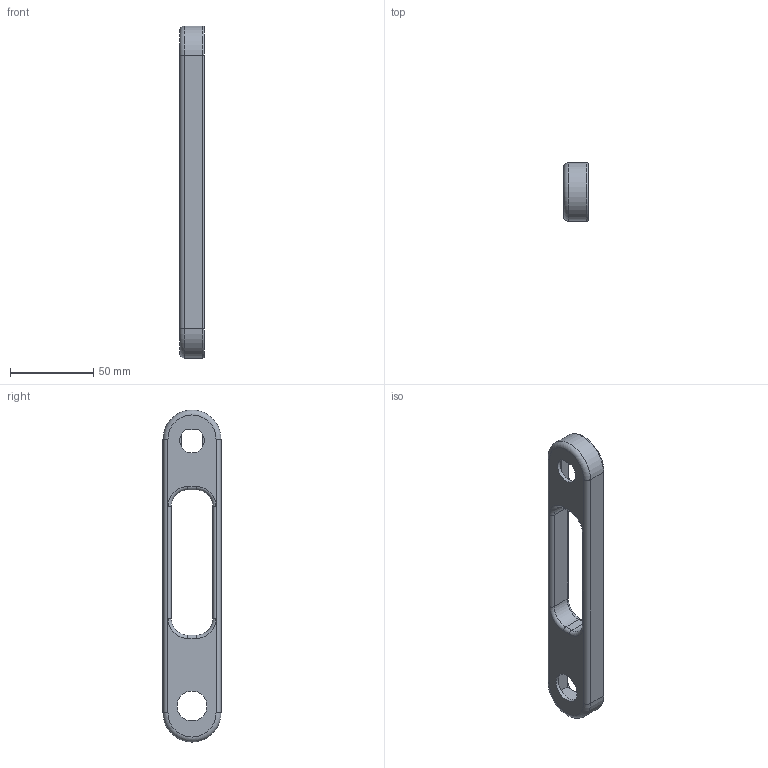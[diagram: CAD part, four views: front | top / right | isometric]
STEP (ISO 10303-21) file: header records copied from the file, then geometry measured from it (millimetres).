
FILE_DESCRIPTION(/* description */ (''),/* implementation_level */ '2;1');
FILE_NAME(/* name */ 'Arm 02-large.stp',/* time_stamp */ '2023-09-25T13:12:06+05:30',/* author */ ('hrush'),/* organization */ (''),/* preprocessor_version */ 'ST-DEVELOPER v19',/* originating_system */ 'Autodesk Inventor 2023',/* authorisation */ '');
FILE_SCHEMA (('AUTOMOTIVE_DESIGN { 1 0 10303 214 3 1 1 }'));
Length unit declared in the file: millimetre
Products named in the file (1): Arm 02-large
Bounding box: 15 x 35 x 200 mm (x, y, z)
Volume: 43205.5 mm3; surface area: 20640.2 mm2
Topology: 1 solids, 1 shells, 79 faces, 175 edges, 106 vertices
Faces by surface type: plane 36, cylinder 31, torus 12
Full cylindrical faces by diameter (mm): 2 x2, 2.2 x4, 18 x1
Entity records: 2226 total; most frequent: DIRECTION 413, CARTESIAN_POINT 361, ORIENTED_EDGE 350, EDGE_CURVE 175, AXIS2_PLACEMENT_3D 158, VERTEX_POINT 106, LINE 97, VECTOR 97
